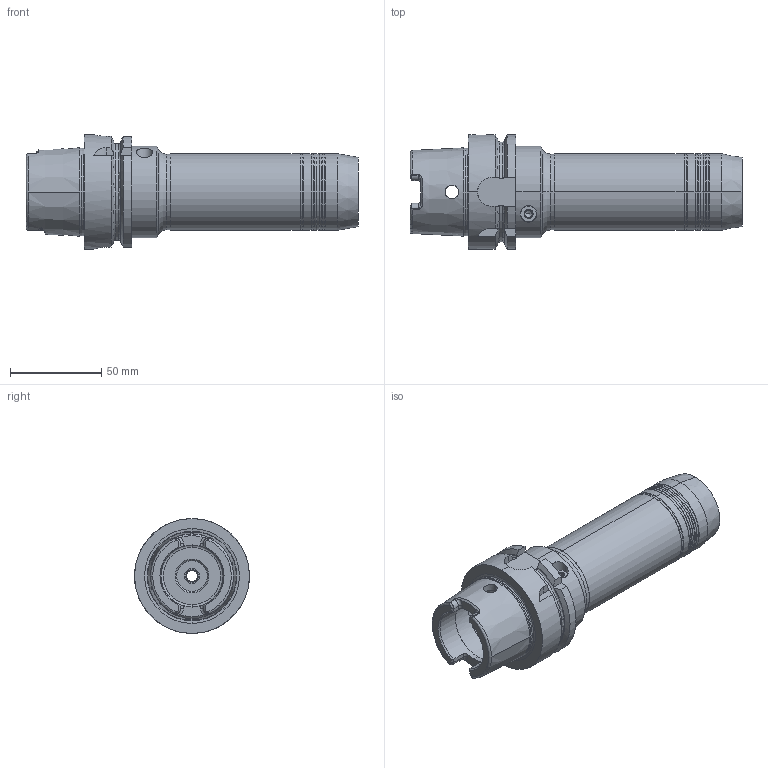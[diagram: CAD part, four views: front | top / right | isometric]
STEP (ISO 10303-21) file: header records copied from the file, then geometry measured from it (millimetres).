
FILE_DESCRIPTION (( 'STEP AP214' ), '1' );
FILE_NAME ('93.05.036.215.STEP', '2017-04-10T06:12:02', ( '' ), ( '' ), 'SwSTEP 2.0', 'SolidWorks 2014', '' );
FILE_SCHEMA (( 'AUTOMOTIVE_DESIGN' ));
Length unit declared in the file: millimetre
Products named in the file (1): 93.05.036.215
Bounding box: 182 x 63 x 63 mm (x, y, z)
Volume: 238114.3 mm3; surface area: 52177.2 mm2
Topology: 3 solids, 4 shells, 337 faces, 773 edges, 451 vertices
Faces by surface type: cylinder 104, plane 101, cone 83, torus 33, bspline 16
Entity records: 14553 total; most frequent: CARTESIAN_POINT 3350, DIRECTION 1580, ORIENTED_EDGE 1534, EDGE_CURVE 767, AXIS2_PLACEMENT_3D 639, VERTEX_POINT 451, EDGE_LOOP 360, UNCERTAINTY_MEASURE_WITH_UNIT 342
